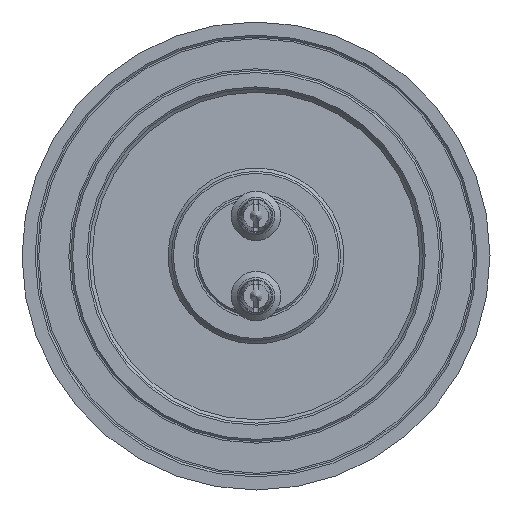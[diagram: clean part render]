
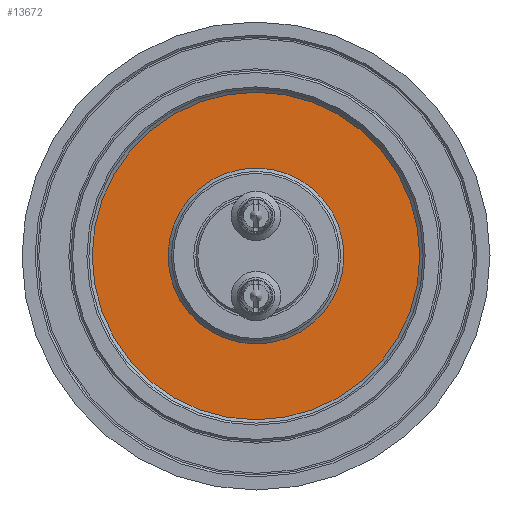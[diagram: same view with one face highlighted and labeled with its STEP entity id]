
A CAD part, left-side view. The second image highlights one B-rep face of the part: STEP entity #13672.
In plain terms, the highlighted face is planar.
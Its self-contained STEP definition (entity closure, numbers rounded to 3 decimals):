
#1998=PLANE('',#14662);
#2592=CIRCLE('',#14663,13.15);
#2593=CIRCLE('',#14664,24.5);
#3781=ORIENTED_EDGE('',*,*,#6428,.T.);
#3782=ORIENTED_EDGE('',*,*,#6429,.T.);
#6428=EDGE_CURVE('',#7805,#7805,#2592,.F.);
#6429=EDGE_CURVE('',#7806,#7806,#2593,.T.);
#7805=VERTEX_POINT('',#21488);
#7806=VERTEX_POINT('',#21490);
#8941=EDGE_LOOP('',(#3781));
#8942=EDGE_LOOP('',(#3782));
#9732=FACE_BOUND('',#8941,.T.);
#9733=FACE_BOUND('',#8942,.T.);
#13672=ADVANCED_FACE('',(#9732,#9733),#1998,.T.);
#14662=AXIS2_PLACEMENT_3D('',#21486,#16880,#16881);
#14663=AXIS2_PLACEMENT_3D('',#21487,#16882,#16883);
#14664=AXIS2_PLACEMENT_3D('',#21489,#16884,#16885);
#16880=DIRECTION('',(0.,-1.,0.));
#16881=DIRECTION('',(-1.,0.,0.));
#16882=DIRECTION('',(0.,-1.,0.));
#16883=DIRECTION('',(0.,0.,-1.));
#16884=DIRECTION('',(0.,-1.,0.));
#16885=DIRECTION('',(0.,0.,-1.));
#21486=CARTESIAN_POINT('',(0.,-1.9,0.));
#21487=CARTESIAN_POINT('',(0.,-1.9,0.));
#21488=CARTESIAN_POINT('',(0.,-1.9,-13.15));
#21489=CARTESIAN_POINT('',(0.,-1.9,0.));
#21490=CARTESIAN_POINT('',(0.,-1.9,-24.5));
